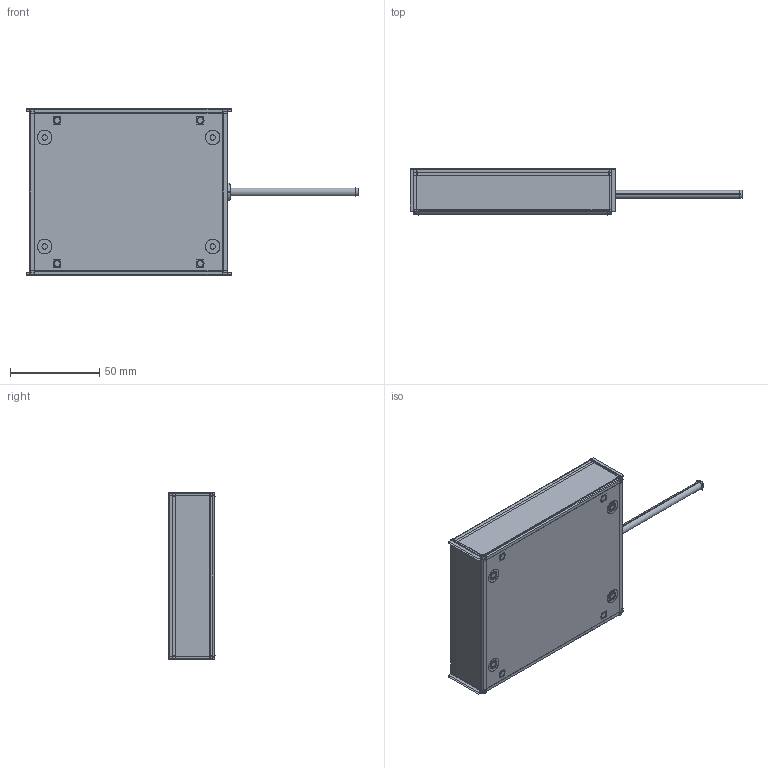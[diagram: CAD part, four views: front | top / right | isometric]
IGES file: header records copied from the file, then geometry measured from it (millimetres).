
Start section:  PTC IGES file: 192817.igs
Global section: file name: 192817.igs; native system: Creo Parametric by Parametric Technology Corporation; preprocessor: 2013230; author: pdmadmin; organization: Unknown; date: 20160311.085910; units: millimetre
Bounding box: 185.62 x 26.11 x 93.78 mm (x, y, z)
Volume: 41577 mm3; surface area: 284479.6 mm2
Topology: 24 solids, 28 shells, 1196 faces, 6024 edges, 7688 vertices
Faces by surface type: revolution 688, bspline 508
